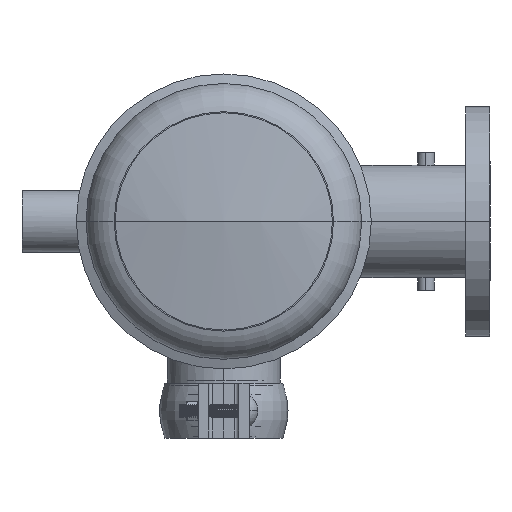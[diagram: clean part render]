
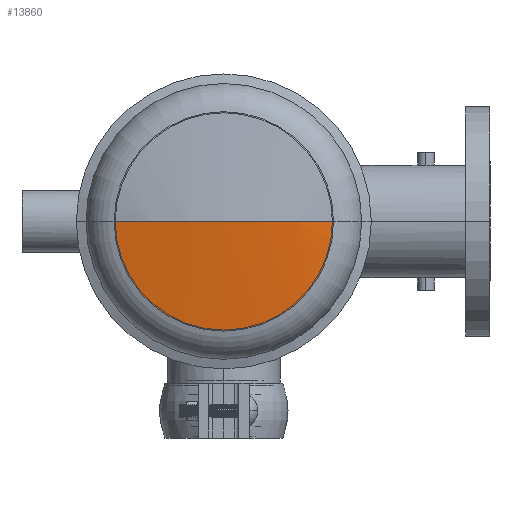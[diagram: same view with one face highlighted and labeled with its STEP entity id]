
A CAD part, left-side view. The second image highlights one B-rep face of the part: STEP entity #13860.
In plain terms, the highlighted spherical face has radius 507.99 mm.
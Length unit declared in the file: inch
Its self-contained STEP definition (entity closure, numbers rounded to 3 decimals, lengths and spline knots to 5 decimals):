
#98 = CIRCLE ( 'NONE', #7114, 19.99963 ) ;
#1145 = VERTEX_POINT ( 'NONE', #8623 ) ;
#2933 = ORIENTED_EDGE ( 'NONE', *, *, #12712, .T. ) ;
#3084 = CARTESIAN_POINT ( 'NONE',  ( 0.46314, -4.27741, 0. ) ) ;
#3276 = DIRECTION ( 'NONE',  ( 0., 0., -1. ) ) ;
#3821 = VERTEX_POINT ( 'NONE', #3084 ) ;
#5562 = DIRECTION ( 'NONE',  ( 0., 1., 0. ) ) ;
#5582 = ORIENTED_EDGE ( 'NONE', *, *, #20641, .T. ) ;
#5982 = VERTEX_POINT ( 'NONE', #17153 ) ;
#7114 = AXIS2_PLACEMENT_3D ( 'NONE', #27268, #13153, #8502 ) ;
#7403 = DIRECTION ( 'NONE',  ( -1., 0., 0. ) ) ;
#8502 = DIRECTION ( 'NONE',  ( 1., 0., 0. ) ) ;
#8623 = CARTESIAN_POINT ( 'NONE',  ( 0.00037, 0., 0. ) ) ;
#9416 = ORIENTED_EDGE ( 'NONE', *, *, #19936, .F. ) ;
#9750 = DIRECTION ( 'NONE',  ( 0., -1., 0. ) ) ;
#10878 = AXIS2_PLACEMENT_3D ( 'NONE', #19132, #28353, #21379 ) ;
#11444 = CIRCLE ( 'NONE', #14400, 19.99963 ) ;
#12488 = SPHERICAL_SURFACE ( 'NONE', #10878, 19.99963 ) ;
#12712 = EDGE_CURVE ( 'NONE', #3821, #1145, #11444, .T. ) ;
#12752 = CARTESIAN_POINT ( 'NONE',  ( 20., 0., 0. ) ) ;
#13153 = DIRECTION ( 'NONE',  ( 0., 0., 1. ) ) ;
#13860 = ADVANCED_FACE ( 'NONE', ( #24311 ), #12488, .T. ) ;
#14400 = AXIS2_PLACEMENT_3D ( 'NONE', #12752, #3276, #5562 ) ;
#16474 = CARTESIAN_POINT ( 'NONE',  ( 0.46314, 0., 0. ) ) ;
#17153 = CARTESIAN_POINT ( 'NONE',  ( 0.46314, 4.27741, 0. ) ) ;
#17476 = CIRCLE ( 'NONE', #29438, 4.27741 ) ;
#19132 = CARTESIAN_POINT ( 'NONE',  ( 20., 0., 0. ) ) ;
#19936 = EDGE_CURVE ( 'NONE', #5982, #1145, #98, .T. ) ;
#20641 = EDGE_CURVE ( 'NONE', #5982, #3821, #17476, .T. ) ;
#21379 = DIRECTION ( 'NONE',  ( 0., 1., 0. ) ) ;
#24311 = FACE_OUTER_BOUND ( 'NONE', #29645, .T. ) ;
#27268 = CARTESIAN_POINT ( 'NONE',  ( 20., 0., 0. ) ) ;
#28353 = DIRECTION ( 'NONE',  ( 0., 0., -1. ) ) ;
#29438 = AXIS2_PLACEMENT_3D ( 'NONE', #16474, #7403, #9750 ) ;
#29645 = EDGE_LOOP ( 'NONE', ( #5582, #2933, #9416 ) ) ;
